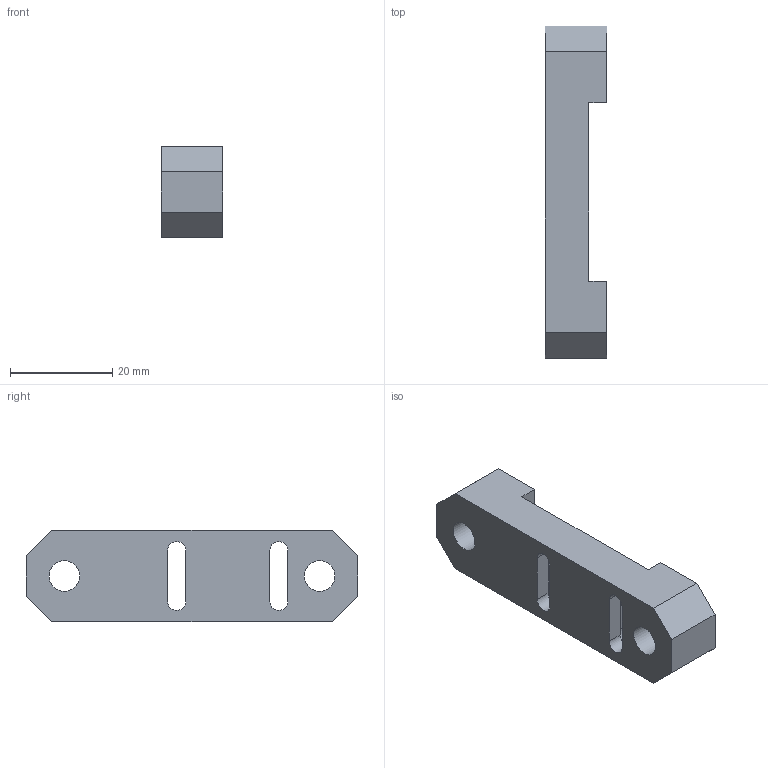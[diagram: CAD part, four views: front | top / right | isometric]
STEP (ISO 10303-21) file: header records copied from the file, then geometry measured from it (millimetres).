
FILE_DESCRIPTION(/* description */ (''),/* implementation_level */ '2;1');
FILE_NAME(/* name */ 'ToolDock_Left.stp',/* time_stamp */ '2022-12-13T20:11:46+01:00',/* author */ ('remop'),/* organization */ (''),/* preprocessor_version */ 'ST-DEVELOPER v19.2',/* originating_system */ 'Autodesk Inventor 2023',/* authorisation */ '');
FILE_SCHEMA (('AUTOMOTIVE_DESIGN { 1 0 10303 214 3 1 1 }'));
Length unit declared in the file: millimetre
Products named in the file (1): ToolDock_Left
Bounding box: 12 x 65 x 18 mm (x, y, z)
Volume: 9191.1 mm3; surface area: 4755.3 mm2
Topology: 1 solids, 1 shells, 35 faces, 96 edges, 64 vertices
Faces by surface type: plane 25, cylinder 10
Full cylindrical faces by diameter (mm): 6 x2
Entity records: 1171 total; most frequent: CARTESIAN_POINT 196, ORIENTED_EDGE 192, DIRECTION 190, EDGE_CURVE 96, LINE 74, VECTOR 74, VERTEX_POINT 64, AXIS2_PLACEMENT_3D 58
